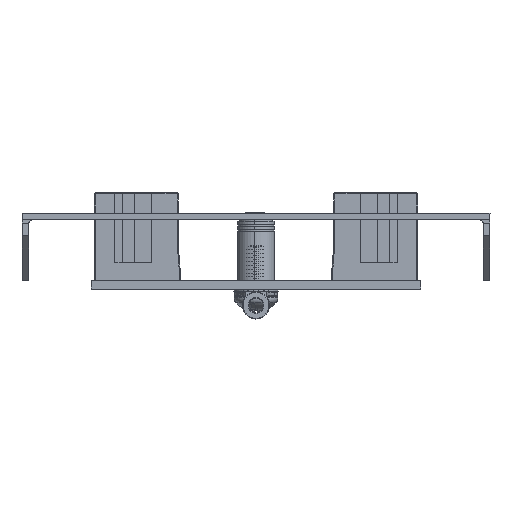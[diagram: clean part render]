
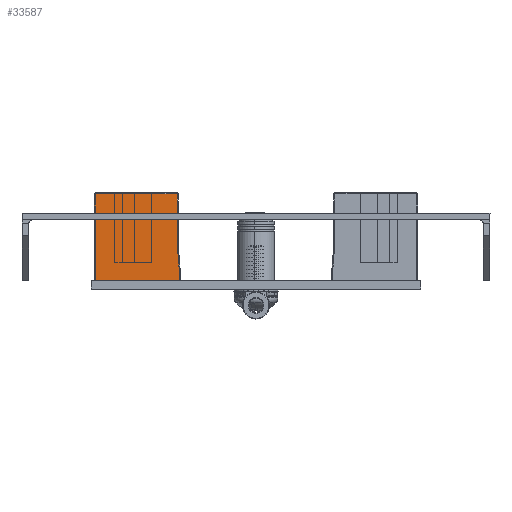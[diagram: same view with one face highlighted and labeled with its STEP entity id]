
A CAD part, left-side view. The second image highlights one B-rep face of the part: STEP entity #33587.
In plain terms, the highlighted face is planar.
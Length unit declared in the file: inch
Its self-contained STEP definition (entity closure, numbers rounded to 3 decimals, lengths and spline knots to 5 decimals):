
#19756 = CARTESIAN_POINT ( 'NONE',  ( 1.1955, 0., -0.263 ) ) ;
#19759 = CARTESIAN_POINT ( 'NONE',  ( 0.56452, 0., -0.263 ) ) ;
#19764 = CARTESIAN_POINT ( 'NONE',  ( 0.5865, 0.27472, -0.263 ) ) ;
#19768 = CARTESIAN_POINT ( 'NONE',  ( 0.5865, 0.643, -0.263 ) ) ;
#19769 = CARTESIAN_POINT ( 'NONE',  ( 1.1955, 0.643, -0.263 ) ) ;
#25418 = ORIENTED_EDGE ( 'NONE', *, *, #32532, .T. ) ;
#25989 = ORIENTED_EDGE ( 'NONE', *, *, #32551, .T. ) ;
#25993 = ORIENTED_EDGE ( 'NONE', *, *, #32550, .T. ) ;
#25997 = ORIENTED_EDGE ( 'NONE', *, *, #32549, .T. ) ;
#26002 = ORIENTED_EDGE ( 'NONE', *, *, #32548, .T. ) ;
#31792 = LINE ( 'NONE', #43660, #31793 ) ;
#31793 = VECTOR ( 'NONE', #43661, 39.37008 ) ;
#31820 = LINE ( 'NONE', #43698, #31823 ) ;
#31822 = LINE ( 'NONE', #43700, #31825 ) ;
#31823 = VECTOR ( 'NONE', #43699, 39.37008 ) ;
#31824 = LINE ( 'NONE', #43702, #31827 ) ;
#31825 = VECTOR ( 'NONE', #43701, 39.37008 ) ;
#31826 = LINE ( 'NONE', #43704, #31829 ) ;
#31827 = VECTOR ( 'NONE', #43703, 39.37008 ) ;
#31829 = VECTOR ( 'NONE', #43705, 39.37008 ) ;
#32532 = EDGE_CURVE ( 'NONE', #41886, #41889, #31792, .T. ) ;
#32548 = EDGE_CURVE ( 'NONE', #41889, #41894, #31820, .T. ) ;
#32549 = EDGE_CURVE ( 'NONE', #41894, #41898, #31822, .T. ) ;
#32550 = EDGE_CURVE ( 'NONE', #41898, #41899, #31824, .T. ) ;
#32551 = EDGE_CURVE ( 'NONE', #41899, #41886, #31826, .T. ) ;
#33587 = ADVANCED_FACE ( 'NONE', ( #50733 ), #51429, .F. ) ;
#39073 = EDGE_LOOP ( 'NONE', ( #25418, #26002, #25997, #25993, #25989 ) ) ;
#41886 = VERTEX_POINT ( 'NONE', #19756 ) ;
#41889 = VERTEX_POINT ( 'NONE', #19759 ) ;
#41894 = VERTEX_POINT ( 'NONE', #19764 ) ;
#41898 = VERTEX_POINT ( 'NONE', #19768 ) ;
#41899 = VERTEX_POINT ( 'NONE', #19769 ) ;
#43660 = CARTESIAN_POINT ( 'NONE',  ( 0.5575, 0., -0.263 ) ) ;
#43661 = DIRECTION ( 'NONE',  ( -1., 0., 0. ) ) ;
#43698 = CARTESIAN_POINT ( 'NONE',  ( 0.61615, 0.64531, -0.263 ) ) ;
#43699 = DIRECTION ( 'NONE',  ( 0.08, 0.997, 0. ) ) ;
#43700 = CARTESIAN_POINT ( 'NONE',  ( 0.5865, 0.65, -0.263 ) ) ;
#43701 = DIRECTION ( 'NONE',  ( 0., 1., 0. ) ) ;
#43702 = CARTESIAN_POINT ( 'NONE',  ( 1.2025, 0.643, -0.263 ) ) ;
#43703 = DIRECTION ( 'NONE',  ( 1., 0., 0. ) ) ;
#43704 = CARTESIAN_POINT ( 'NONE',  ( 1.1955, 0.65, -0.263 ) ) ;
#43705 = DIRECTION ( 'NONE',  ( 0., -1., 0. ) ) ;
#44139 = AXIS2_PLACEMENT_3D ( 'NONE', #51436, #51437, #51438 ) ;
#50733 = FACE_OUTER_BOUND ( 'NONE', #39073, .T. ) ;
#51429 = PLANE ( 'NONE',  #44139 ) ;
#51436 = CARTESIAN_POINT ( 'NONE',  ( 0.5575, 0.65, -0.263 ) ) ;
#51437 = DIRECTION ( 'NONE',  ( 0., 0., 1. ) ) ;
#51438 = DIRECTION ( 'NONE',  ( 1., 0., 0. ) ) ;
